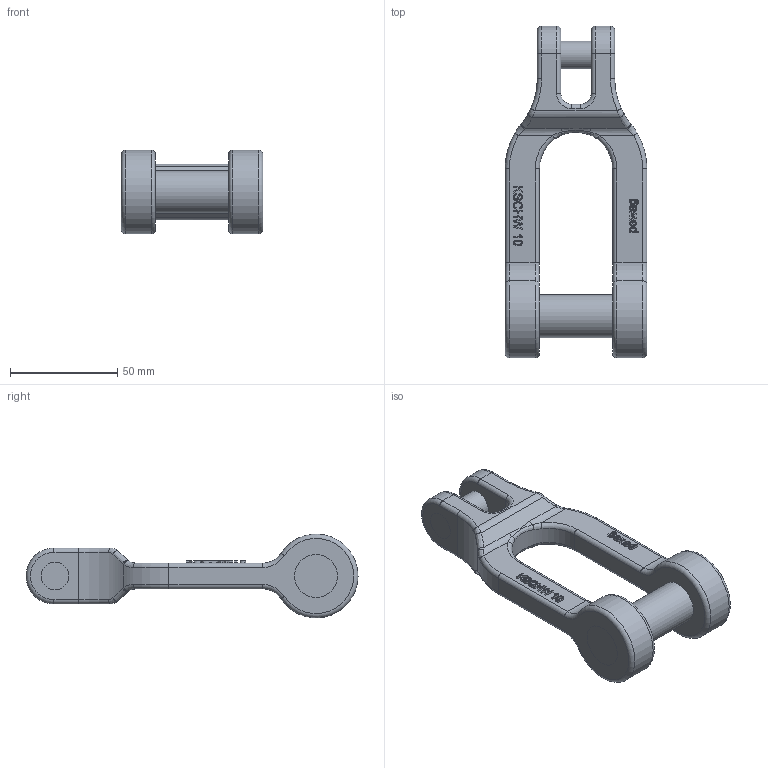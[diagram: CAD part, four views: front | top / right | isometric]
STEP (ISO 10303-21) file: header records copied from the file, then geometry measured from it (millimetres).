
FILE_DESCRIPTION(/* description */ (''),/* implementation_level */ '2;1');
FILE_NAME(/* name */ 'pewag_KSCHW_10',/* time_stamp */ '2010-02-10T10:17:45+01:00',/* author */ (''),/* organization */ (''),/* preprocessor_version */ 'ST-DEVELOPER v9',/* originating_system */ 'UGS - NX 4.0',/* authorisation */ '');
FILE_SCHEMA (('AUTOMOTIVE_DESIGN { 1 0 10303 214 1 1 1 1 }'));
Length unit declared in the file: millimetre
Products named in the file (1): rit1B53mb3r
Bounding box: 66 x 154.5 x 38.98 mm (x, y, z)
Volume: 109172.2 mm3; surface area: 30616.7 mm2
Topology: 3 solids, 3 shells, 320 faces, 822 edges, 525 vertices
Faces by surface type: plane 113, extrusion 106, cylinder 45, torus 32, bspline 24
Full cylindrical faces by diameter (mm): 13 x3, 20 x3
Entity records: 10901 total; most frequent: CARTESIAN_POINT 3735, ORIENTED_EDGE 1626, DIRECTION 1136, EDGE_CURVE 813, VERTEX_POINT 522, VECTOR 434, B_SPLINE_CURVE_WITH_KNOTS 431, EDGE_LOOP 351
